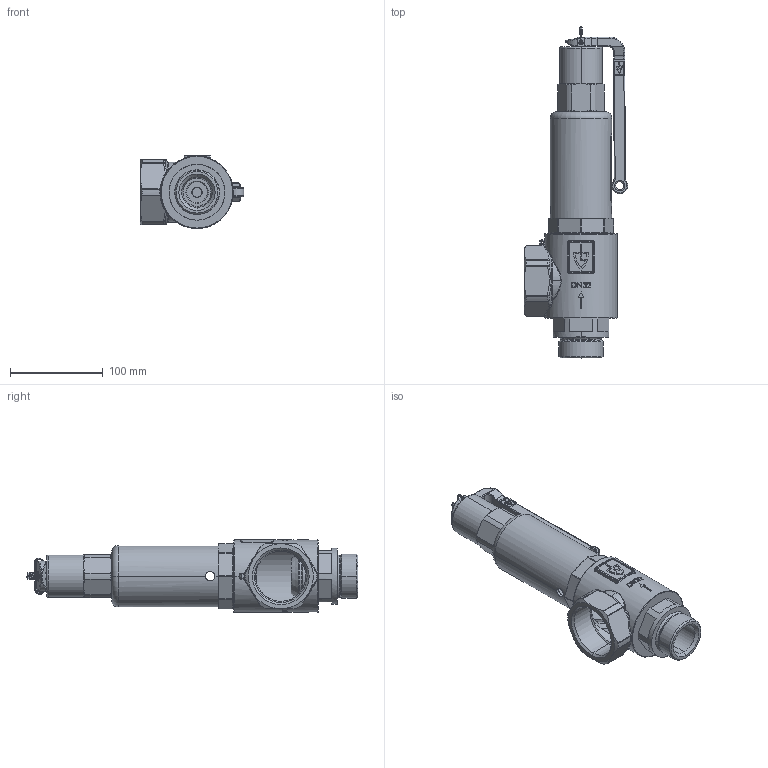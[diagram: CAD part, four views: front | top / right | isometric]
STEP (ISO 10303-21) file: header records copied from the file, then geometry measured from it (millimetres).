
FILE_DESCRIPTION (( 'STEP AP214' ), '1' );
FILE_NAME ('851SXL32MF4050OR Dummy.STEP', '2016-04-26T09:38:52', ( '' ), ( '' ), 'SwSTEP 2.0', 'SolidWorks 2016', '' );
FILE_SCHEMA (( 'AUTOMOTIVE_DESIGN' ));
Length unit declared in the file: millimetre
Products named in the file (1): 851SXL32MF4050OR Dummy
Bounding box: 111.2 x 357.11 x 78.5 mm (x, y, z)
Volume: 440858 mm3; surface area: 180596.1 mm2
Topology: 10 solids, 10 shells, 937 faces, 2315 edges, 1430 vertices
Faces by surface type: plane 307, cylinder 291, bspline 136, torus 101, cone 84, sphere 18
Entity records: 45739 total; most frequent: CARTESIAN_POINT 14057, ORIENTED_EDGE 4630, DIRECTION 4263, EDGE_CURVE 2315, AXIS2_PLACEMENT_3D 1658, VERTEX_POINT 1430, EDGE_LOOP 999, UNCERTAINTY_MEASURE_WITH_UNIT 949
